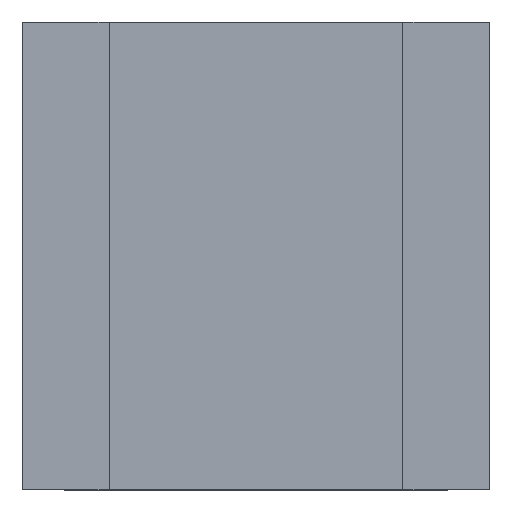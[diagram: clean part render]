
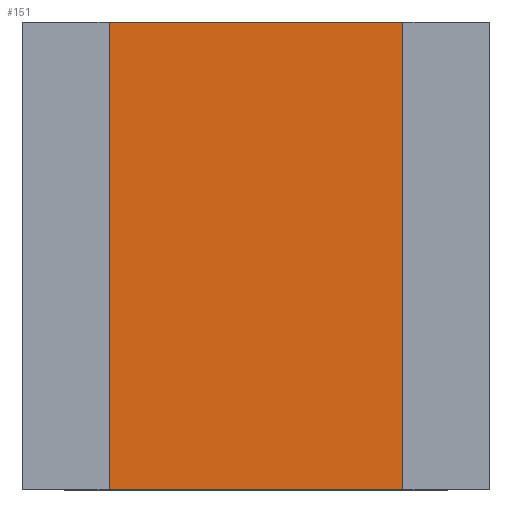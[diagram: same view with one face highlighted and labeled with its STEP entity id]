
A CAD part, top view. The second image highlights one B-rep face of the part: STEP entity #151.
In plain terms, the highlighted planar face has unit normal (0, 0, 1).
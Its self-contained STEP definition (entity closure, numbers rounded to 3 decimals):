
#87=VERTEX_POINT('',#229);
#113=EDGE_CURVE('',#87,#183,#258,.T.);
#151=ADVANCED_FACE('',(#301),#302,.T.);
#153=EDGE_CURVE('',#87,#167,#304,.T.);
#155=EDGE_CURVE('',#177,#167,#306,.T.);
#167=VERTEX_POINT('',#318);
#169=EDGE_CURVE('',#183,#177,#320,.T.);
#177=VERTEX_POINT('',#328);
#183=VERTEX_POINT('',#334);
#229=CARTESIAN_POINT('',(8.8,14.0,10.0));
#258=LINE('',#414,#415);
#301=FACE_OUTER_BOUND('',#476,.T.);
#302=PLANE('',#477);
#304=LINE('',#480,#481);
#306=LINE('',#484,#485);
#318=CARTESIAN_POINT('',(8.8,-14.0,10.0));
#320=LINE('',#504,#505);
#328=CARTESIAN_POINT('',(-8.8,-14.0,10.0));
#334=CARTESIAN_POINT('',(-8.8,14.0,10.0));
#414=CARTESIAN_POINT('',(8.8,14.0,10.0));
#415=VECTOR('',#607,1.0);
#476=EDGE_LOOP('',(#658,#659,#660,#661));
#477=AXIS2_PLACEMENT_3D('',#662,#663,#664);
#480=CARTESIAN_POINT('',(8.8,0.,10.0));
#481=VECTOR('',#665,1.0);
#484=CARTESIAN_POINT('',(8.8,-14.0,10.0));
#485=VECTOR('',#666,1.0);
#504=CARTESIAN_POINT('',(-8.8,0.,10.0));
#505=VECTOR('',#669,1.0);
#607=DIRECTION('',(-1.0,0.0,0.0));
#658=ORIENTED_EDGE('',*,*,#155,.T.);
#659=ORIENTED_EDGE('',*,*,#153,.F.);
#660=ORIENTED_EDGE('',*,*,#113,.T.);
#661=ORIENTED_EDGE('',*,*,#169,.T.);
#662=CARTESIAN_POINT('',(-8.8,0.,10.0));
#663=DIRECTION('',(0.0,0.,1.0));
#664=DIRECTION('',(0.0,-1.0,0.));
#665=DIRECTION('',(0.0,-1.0,0.));
#666=DIRECTION('',(1.0,0.0,0.0));
#669=DIRECTION('',(0.0,-1.0,0.));
